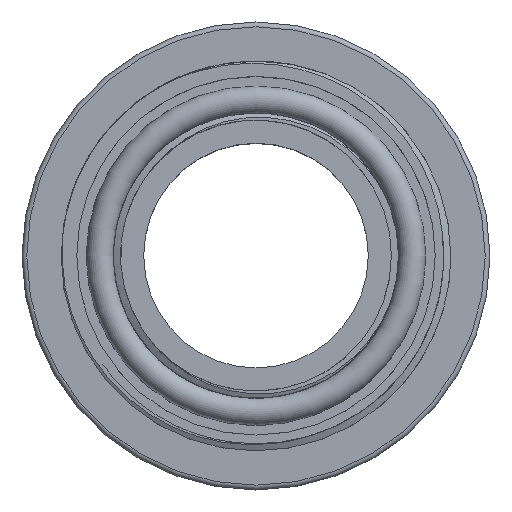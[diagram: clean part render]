
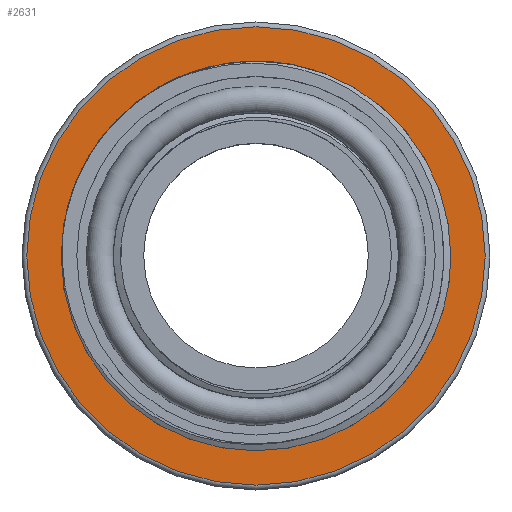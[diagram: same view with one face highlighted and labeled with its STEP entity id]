
A CAD part, top view. The second image highlights one B-rep face of the part: STEP entity #2631.
In plain terms, the highlighted planar face has unit normal (0, 0, 1).
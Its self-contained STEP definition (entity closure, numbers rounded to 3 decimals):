
#2233=CIRCLE('',#31214,40.767);
#2234=CIRCLE('',#31216,47.95);
#2631=ADVANCED_FACE('',(#5231,#5232),#4083,.T.);
#4083=PLANE('',#31217);
#5231=FACE_BOUND('',#5701,.T.);
#5232=FACE_BOUND('',#5702,.T.);
#5701=EDGE_LOOP('',(#15821));
#5702=EDGE_LOOP('',(#15822));
#15821=ORIENTED_EDGE('',*,*,#26723,.T.);
#15822=ORIENTED_EDGE('',*,*,#26722,.T.);
#23566=VERTEX_POINT('',#52938);
#23567=VERTEX_POINT('',#53631);
#26722=EDGE_CURVE('',#23566,#23566,#2233,.T.);
#26723=EDGE_CURVE('',#23567,#23567,#2234,.T.);
#31214=AXIS2_PLACEMENT_3D('',#52937,#33927,#33928);
#31216=AXIS2_PLACEMENT_3D('',#53630,#33931,#33932);
#31217=AXIS2_PLACEMENT_3D('',#53632,#33933,#33934);
#33927=DIRECTION('',(0.,0.,-1.));
#33928=DIRECTION('',(1.,0.,0.));
#33931=DIRECTION('',(0.,0.,1.));
#33932=DIRECTION('',(1.,0.,0.));
#33933=DIRECTION('',(0.,0.,1.));
#33934=DIRECTION('',(1.,0.,0.));
#52937=CARTESIAN_POINT('',(-661.,-8.,21.2));
#52938=CARTESIAN_POINT('',(-620.233,-8.,21.2));
#53630=CARTESIAN_POINT('',(-661.,-8.,21.2));
#53631=CARTESIAN_POINT('',(-613.05,-8.,21.2));
#53632=CARTESIAN_POINT('',(-661.,-8.,21.2));
